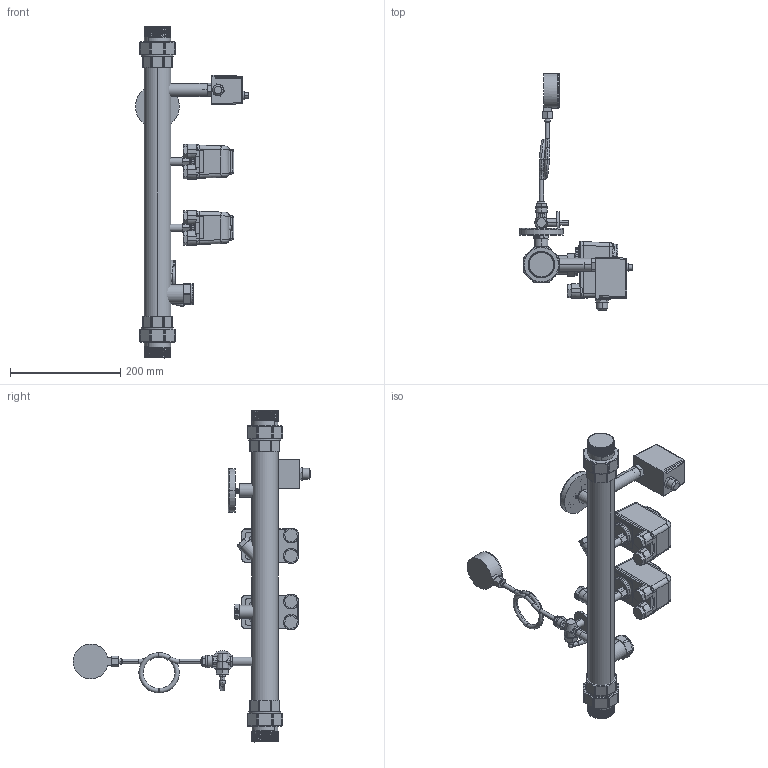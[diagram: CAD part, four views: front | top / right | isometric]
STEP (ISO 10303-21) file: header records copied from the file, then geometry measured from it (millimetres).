
FILE_DESCRIPTION (( 'STEP AP203' ), '1' );
FILE_NAME ('TRI112.STEP', '2023-03-22T12:45:00', ( '' ), ( '' ), 'SwSTEP 2.0', 'SolidWorks 2021', '' );
FILE_SCHEMA (( 'CONFIG_CONTROL_DESIGN' ));
Length unit declared in the file: millimetre
Products named in the file (1): TRI112
Bounding box: 204.95 x 430.5 x 602 mm (x, y, z)
Volume: 2693857.6 mm3; surface area: 339678.9 mm2
Topology: 25 solids, 25 shells, 2748 faces, 6985 edges, 4569 vertices
Faces by surface type: plane 1585, bspline 626, cylinder 358, cone 88, torus 72, sphere 19
Entity records: 124216 total; most frequent: CARTESIAN_POINT 62511, ORIENTED_EDGE 13924, DIRECTION 10346, EDGE_CURVE 6962, VERTEX_POINT 4565, VECTOR 4420, LINE 4420, EDGE_LOOP 3053
